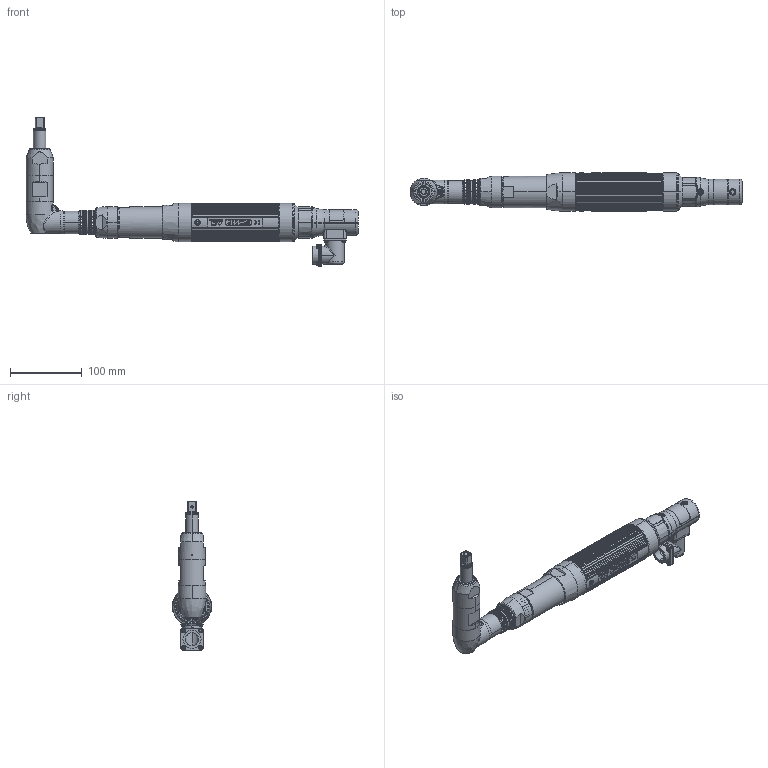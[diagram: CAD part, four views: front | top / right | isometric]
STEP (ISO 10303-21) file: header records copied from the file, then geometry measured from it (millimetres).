
FILE_DESCRIPTION((''),'2;1');
FILE_NAME('EB44MA19F1-55','2012-08-13T',('EJF1116'),(''),'PRO/ENGINEER BY PARAMETRIC TECHNOLOGY CORPORATION, 2010430','PRO/ENGINEER BY PARAMETRIC TECHNOLOGY CORPORATION, 2010430','');
FILE_SCHEMA(('CONFIG_CONTROL_DESIGN'));
Length unit declared in the file: inch
Products named in the file (1): EB44MA19F1-55
Bounding box: 464.25 x 55.09 x 207.64 mm (x, y, z)
Surface area: 148547.9 mm2 (no closed solid volume)
Topology: 0 solids, 172 shells, 767 faces, 4287 edges, 3504 vertices
Faces by surface type: cylinder 375, plane 240, bspline 55, torus 51, cone 43, extrusion 2, sphere 1
Entity records: 50787 total; most frequent: CARTESIAN_POINT 20576, DIRECTION 5629, ORIENTED_EDGE 5432, EDGE_CURVE 4287, VERTEX_POINT 3504, VECTOR 1877, AXIS2_PLACEMENT_3D 1876, LINE 1875
